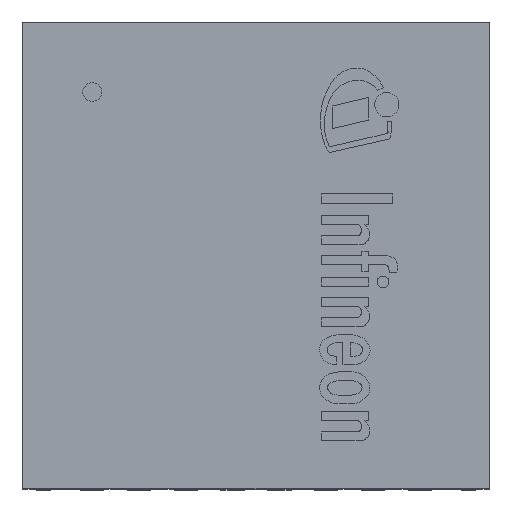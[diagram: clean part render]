
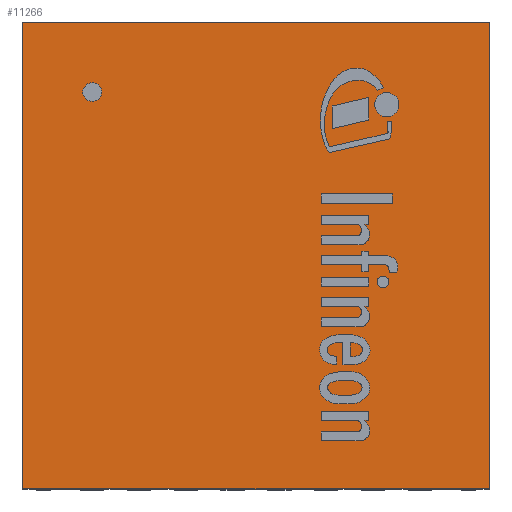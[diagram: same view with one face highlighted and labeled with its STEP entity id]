
A CAD part, top view. The second image highlights one B-rep face of the part: STEP entity #11266.
In plain terms, the highlighted planar face has unit normal (0, 0, 1).
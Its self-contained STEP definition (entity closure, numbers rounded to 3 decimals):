
#74=FACE_BOUND('',#1672,.T.);
#427=PLANE('',#12092);
#1023=FACE_OUTER_BOUND('',#1671,.T.);
#1671=EDGE_LOOP('',(#9231,#9232,#9233,#9234));
#1672=EDGE_LOOP('',(#9235));
#2728=LINE('',#17160,#4137);
#2763=LINE('',#17230,#4172);
#2798=LINE('',#17300,#4207);
#2832=LINE('',#17367,#4241);
#4137=VECTOR('',#13975,1000.);
#4172=VECTOR('',#14012,1000.);
#4207=VECTOR('',#14049,1000.);
#4241=VECTOR('',#14085,1000.);
#4949=CIRCLE('',#12057,0.1);
#5455=VERTEX_POINT('',#16824);
#5582=VERTEX_POINT('',#17089);
#5617=VERTEX_POINT('',#17158);
#5651=VERTEX_POINT('',#17228);
#5685=VERTEX_POINT('',#17298);
#6729=EDGE_CURVE('',#5455,#5455,#4949,.T.);
#6899=EDGE_CURVE('',#5582,#5617,#2728,.T.);
#6934=EDGE_CURVE('',#5617,#5651,#2763,.T.);
#6969=EDGE_CURVE('',#5651,#5685,#2798,.T.);
#7003=EDGE_CURVE('',#5685,#5582,#2832,.T.);
#9231=ORIENTED_EDGE('',*,*,#6899,.T.);
#9232=ORIENTED_EDGE('',*,*,#6934,.T.);
#9233=ORIENTED_EDGE('',*,*,#6969,.T.);
#9234=ORIENTED_EDGE('',*,*,#7003,.T.);
#9235=ORIENTED_EDGE('',*,*,#6729,.F.);
#11266=ADVANCED_FACE('',(#1023,#74),#427,.T.);
#12057=AXIS2_PLACEMENT_3D('',#16826,#13771,#13772);
#12092=AXIS2_PLACEMENT_3D('',#17368,#14086,#14087);
#13771=DIRECTION('center_axis',(0.,0.,1.));
#13772=DIRECTION('ref_axis',(0.,-1.,0.));
#13975=DIRECTION('',(1.,0.,0.));
#14012=DIRECTION('',(0.,1.,0.));
#14049=DIRECTION('',(-1.,0.,0.));
#14085=DIRECTION('',(0.,-1.,0.));
#14086=DIRECTION('center_axis',(0.,0.,1.));
#14087=DIRECTION('ref_axis',(0.,-1.,0.));
#16824=CARTESIAN_POINT('',(-1.75,1.85,0.9));
#16826=CARTESIAN_POINT('Origin',(-1.75,1.75,0.9));
#17089=CARTESIAN_POINT('',(-2.49,-2.49,0.9));
#17158=CARTESIAN_POINT('',(2.49,-2.49,0.9));
#17160=CARTESIAN_POINT('',(2.49,-2.49,0.9));
#17228=CARTESIAN_POINT('',(2.49,2.49,0.9));
#17230=CARTESIAN_POINT('',(2.49,2.49,0.9));
#17298=CARTESIAN_POINT('',(-2.49,2.49,0.9));
#17300=CARTESIAN_POINT('',(2.49,2.49,0.9));
#17367=CARTESIAN_POINT('',(-2.49,2.49,0.9));
#17368=CARTESIAN_POINT('Origin',(0.,0.,0.9));
